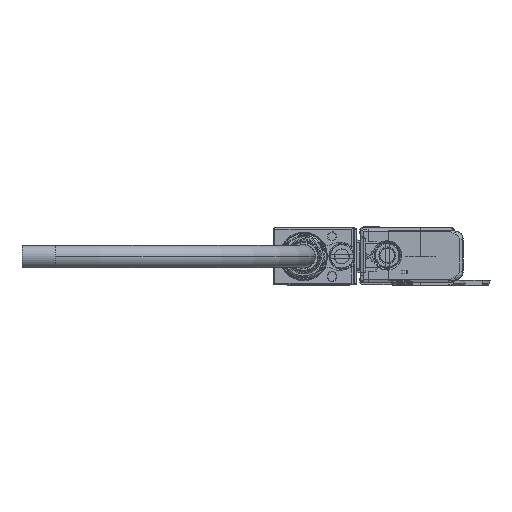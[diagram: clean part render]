
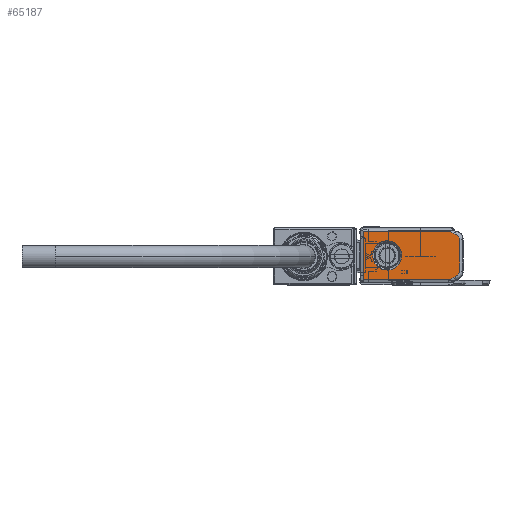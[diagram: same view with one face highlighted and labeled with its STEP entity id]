
A CAD part, left-side view. The second image highlights one B-rep face of the part: STEP entity #65187.
In plain terms, the highlighted planar face has unit normal (-1, 0, 0).
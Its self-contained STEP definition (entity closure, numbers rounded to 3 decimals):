
#65095=AXIS2_PLACEMENT_3D('Plane Axis2P3D',#65092,#65093,#65094) ;
#65119=AXIS2_PLACEMENT_3D('Circle Axis2P3D',#65117,#65118,$) ;
#65133=AXIS2_PLACEMENT_3D('Circle Axis2P3D',#65131,#65132,$) ;
#65163=AXIS2_PLACEMENT_3D('Circle Axis2P3D',#65161,#65162,$) ;
#65172=AXIS2_PLACEMENT_3D('Circle Axis2P3D',#65170,#65171,$) ;
#65179=AXIS2_PLACEMENT_3D('Circle Axis2P3D',#65177,#65178,$) ;
#62388=CARTESIAN_POINT('Vertex',(-1376.,30.2,0.2)) ;
#62397=CARTESIAN_POINT('Vertex',(-1376.,3.814,0.2)) ;
#62400=CARTESIAN_POINT('Line Origine',(-1376.,15.7,0.2)) ;
#62579=CARTESIAN_POINT('Vertex',(-1376.,30.2,14.8)) ;
#62582=CARTESIAN_POINT('Line Origine',(-1376.,30.2,7.5)) ;
#62677=CARTESIAN_POINT('Vertex',(-1376.,3.814,14.8)) ;
#62680=CARTESIAN_POINT('Line Origine',(-1376.,15.7,14.8)) ;
#62741=CARTESIAN_POINT('Line Origine',(-1376.,1.067,12.053)) ;
#62745=CARTESIAN_POINT('Vertex',(-1376.,3.119,14.104)) ;
#65092=CARTESIAN_POINT('Axis2P3D Location',(-1376.,0.2,7.5)) ;
#65097=CARTESIAN_POINT('Line Origine',(-1376.,3.466,0.548)) ;
#65101=CARTESIAN_POINT('Vertex',(-1376.,3.119,0.896)) ;
#65105=CARTESIAN_POINT('Control Point',(-1376.,3.119,0.896)) ;
#65106=CARTESIAN_POINT('Control Point',(-1376.,3.044,0.97)) ;
#65107=CARTESIAN_POINT('Control Point',(-1376.,2.961,1.035)) ;
#65108=CARTESIAN_POINT('Control Point',(-1376.,2.87,1.089)) ;
#65109=CARTESIAN_POINT('Control Point',(-1376.,2.748,1.142)) ;
#65110=CARTESIAN_POINT('Control Point',(-1376.,2.621,1.175)) ;
#65111=CARTESIAN_POINT('Control Point',(-1376.,2.596,1.18)) ;
#65112=CARTESIAN_POINT('Control Point',(-1376.,2.57,1.185)) ;
#65113=CARTESIAN_POINT('Control Point',(-1376.,2.544,1.19)) ;
#65114=CARTESIAN_POINT('Vertex',(-1376.,2.544,1.19)) ;
#65117=CARTESIAN_POINT('Axis2P3D Location',(-1376.,2.8,2.769)) ;
#65121=CARTESIAN_POINT('Vertex',(-1376.,1.2,2.769)) ;
#65124=CARTESIAN_POINT('Line Origine',(-1376.,1.2,7.5)) ;
#65128=CARTESIAN_POINT('Vertex',(-1376.,1.2,12.231)) ;
#65131=CARTESIAN_POINT('Axis2P3D Location',(-1376.,2.8,12.231)) ;
#65135=CARTESIAN_POINT('Vertex',(-1376.,2.544,13.81)) ;
#65139=CARTESIAN_POINT('Control Point',(-1376.,2.544,13.81)) ;
#65140=CARTESIAN_POINT('Control Point',(-1376.,2.648,13.827)) ;
#65141=CARTESIAN_POINT('Control Point',(-1376.,2.749,13.857)) ;
#65142=CARTESIAN_POINT('Control Point',(-1376.,2.846,13.899)) ;
#65143=CARTESIAN_POINT('Control Point',(-1376.,2.96,13.967)) ;
#65144=CARTESIAN_POINT('Control Point',(-1376.,3.061,14.05)) ;
#65145=CARTESIAN_POINT('Control Point',(-1376.,3.081,14.068)) ;
#65146=CARTESIAN_POINT('Control Point',(-1376.,3.1,14.086)) ;
#65147=CARTESIAN_POINT('Control Point',(-1376.,3.119,14.104)) ;
#65161=CARTESIAN_POINT('Axis2P3D Location',(-1376.,23.,7.5)) ;
#65165=CARTESIAN_POINT('Vertex',(-1376.,23.,11.9)) ;
#65167=CARTESIAN_POINT('Vertex',(-1376.,23.,3.1)) ;
#65170=CARTESIAN_POINT('Axis2P3D Location',(-1376.,23.,7.5)) ;
#65174=CARTESIAN_POINT('Vertex',(-1376.,24.895,11.471)) ;
#65177=CARTESIAN_POINT('Axis2P3D Location',(-1376.,23.,7.5)) ;
#62401=DIRECTION('Vector Direction',(0.,-1.,0.)) ;
#62583=DIRECTION('Vector Direction',(0.,0.,-1.)) ;
#62681=DIRECTION('Vector Direction',(0.,1.,0.)) ;
#62742=DIRECTION('Vector Direction',(0.,0.707,0.707)) ;
#65093=DIRECTION('Axis2P3D Direction',(1.,0.,0.)) ;
#65094=DIRECTION('Axis2P3D XDirection',(0.,0.,1.)) ;
#65098=DIRECTION('Vector Direction',(0.,-0.707,0.707)) ;
#65118=DIRECTION('Axis2P3D Direction',(1.,0.,0.)) ;
#65125=DIRECTION('Vector Direction',(0.,0.,1.)) ;
#65132=DIRECTION('Axis2P3D Direction',(1.,0.,0.)) ;
#65162=DIRECTION('Axis2P3D Direction',(1.,0.,0.)) ;
#65171=DIRECTION('Axis2P3D Direction',(1.,0.,0.)) ;
#65178=DIRECTION('Axis2P3D Direction',(1.,0.,0.)) ;
#62402=VECTOR('Line Direction',#62401,1.) ;
#62584=VECTOR('Line Direction',#62583,1.) ;
#62682=VECTOR('Line Direction',#62681,1.) ;
#62743=VECTOR('Line Direction',#62742,1.) ;
#65099=VECTOR('Line Direction',#65098,1.) ;
#65126=VECTOR('Line Direction',#65125,1.) ;
#65150=ORIENTED_EDGE('',*,*,#62684,.F.) ;
#65151=ORIENTED_EDGE('',*,*,#62586,.F.) ;
#65152=ORIENTED_EDGE('',*,*,#62404,.F.) ;
#65153=ORIENTED_EDGE('',*,*,#65103,.F.) ;
#65154=ORIENTED_EDGE('',*,*,#65116,.F.) ;
#65155=ORIENTED_EDGE('',*,*,#65123,.F.) ;
#65156=ORIENTED_EDGE('',*,*,#65130,.F.) ;
#65157=ORIENTED_EDGE('',*,*,#65137,.F.) ;
#65158=ORIENTED_EDGE('',*,*,#65148,.F.) ;
#65159=ORIENTED_EDGE('',*,*,#62747,.F.) ;
#65183=ORIENTED_EDGE('',*,*,#65169,.T.) ;
#65184=ORIENTED_EDGE('',*,*,#65176,.T.) ;
#65185=ORIENTED_EDGE('',*,*,#65181,.T.) ;
#65186=FACE_BOUND('',#65182,.T.) ;
#65187=ADVANCED_FACE('Brep With Voids',(#65160,#65186),#65096,.F.) ;
#65104=B_SPLINE_CURVE_WITH_KNOTS('',5,(#65105,#65106,#65107,#65108,#65109,#65110,#65111,#65112,#65113),.UNSPECIFIED.,.F.,.U.,(6,3,6),(0.,0.744,0.93),.UNSPECIFIED.) ;
#65138=B_SPLINE_CURVE_WITH_KNOTS('',5,(#65139,#65140,#65141,#65142,#65143,#65144,#65145,#65146,#65147),.UNSPECIFIED.,.F.,.U.,(6,3,6),(0.,0.744,0.93),.UNSPECIFIED.) ;
#65120=CIRCLE('generated circle',#65119,1.6) ;
#65134=CIRCLE('generated circle',#65133,1.6) ;
#65164=CIRCLE('generated circle',#65163,4.4) ;
#65173=CIRCLE('generated circle',#65172,4.4) ;
#65180=CIRCLE('generated circle',#65179,4.4) ;
#62404=EDGE_CURVE('',#62398,#62389,#62403,.F.) ;
#62586=EDGE_CURVE('',#62389,#62580,#62585,.F.) ;
#62684=EDGE_CURVE('',#62580,#62678,#62683,.F.) ;
#62747=EDGE_CURVE('',#62678,#62746,#62744,.F.) ;
#65103=EDGE_CURVE('',#65102,#62398,#65100,.F.) ;
#65116=EDGE_CURVE('',#65115,#65102,#65104,.F.) ;
#65123=EDGE_CURVE('',#65122,#65115,#65120,.T.) ;
#65130=EDGE_CURVE('',#65129,#65122,#65127,.F.) ;
#65137=EDGE_CURVE('',#65136,#65129,#65134,.T.) ;
#65148=EDGE_CURVE('',#62746,#65136,#65138,.F.) ;
#65169=EDGE_CURVE('',#65166,#65168,#65164,.T.) ;
#65176=EDGE_CURVE('',#65168,#65175,#65173,.T.) ;
#65181=EDGE_CURVE('',#65175,#65166,#65180,.T.) ;
#65149=EDGE_LOOP('',(#65150,#65151,#65152,#65153,#65154,#65155,#65156,#65157,#65158,#65159)) ;
#65182=EDGE_LOOP('',(#65183,#65184,#65185)) ;
#65160=FACE_OUTER_BOUND('',#65149,.T.) ;
#62403=LINE('Line',#62400,#62402) ;
#62585=LINE('Line',#62582,#62584) ;
#62683=LINE('Line',#62680,#62682) ;
#62744=LINE('Line',#62741,#62743) ;
#65100=LINE('Line',#65097,#65099) ;
#65127=LINE('Line',#65124,#65126) ;
#65096=PLANE('Plane',#65095) ;
#62389=VERTEX_POINT('',#62388) ;
#62398=VERTEX_POINT('',#62397) ;
#62580=VERTEX_POINT('',#62579) ;
#62678=VERTEX_POINT('',#62677) ;
#62746=VERTEX_POINT('',#62745) ;
#65102=VERTEX_POINT('',#65101) ;
#65115=VERTEX_POINT('',#65114) ;
#65122=VERTEX_POINT('',#65121) ;
#65129=VERTEX_POINT('',#65128) ;
#65136=VERTEX_POINT('',#65135) ;
#65166=VERTEX_POINT('',#65165) ;
#65168=VERTEX_POINT('',#65167) ;
#65175=VERTEX_POINT('',#65174) ;
